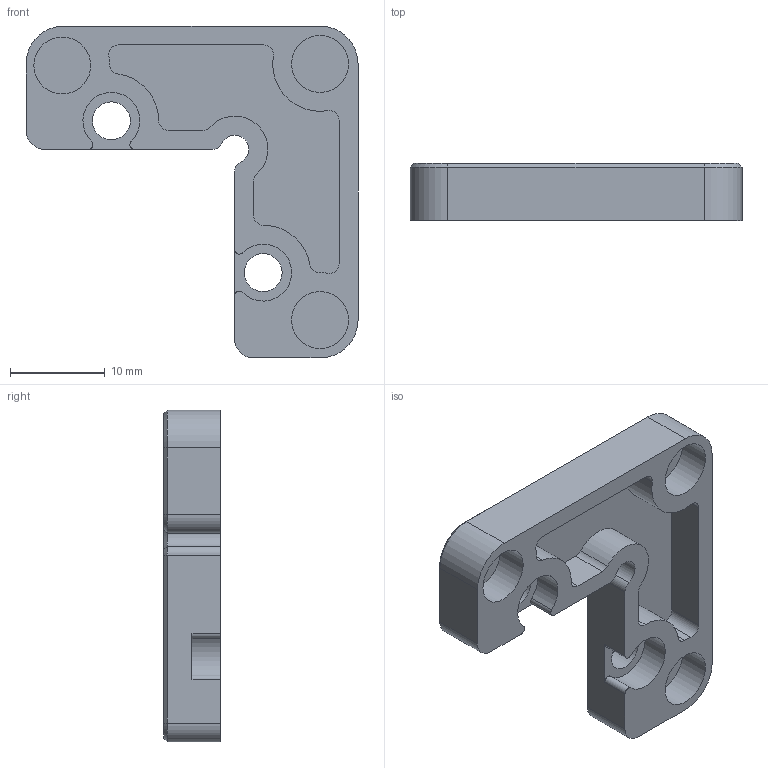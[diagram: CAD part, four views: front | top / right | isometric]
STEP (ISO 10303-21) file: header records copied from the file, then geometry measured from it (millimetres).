
FILE_DESCRIPTION(/* description */ (''),/* implementation_level */ '2;1');
FILE_NAME(/* name */ 'Magnetic_mount_3mm.step',/* time_stamp */ '2022-06-02T07:05:55-04:00',/* author */ (''),/* organization */ (''),/* preprocessor_version */ 'ST-DEVELOPER v18.1',/* originating_system */ 'Autodesk Translation Framework v10.14.0.1471',/* authorisation */ '');
FILE_SCHEMA (('AUTOMOTIVE_DESIGN { 1 0 10303 214 3 1 1 }'));
Length unit declared in the file: millimetre
Products named in the file (1): Magnetic Corner Clip
Bounding box: 35 x 6 x 35 mm (x, y, z)
Volume: 2805.2 mm3; surface area: 2874.3 mm2
Topology: 1 solids, 1 shells, 69 faces, 173 edges, 110 vertices
Faces by surface type: cylinder 35, plane 24, cone 10
Full cylindrical faces by diameter (mm): 4 x2, 6 x3
Entity records: 2127 total; most frequent: DIRECTION 393, CARTESIAN_POINT 353, ORIENTED_EDGE 346, EDGE_CURVE 173, AXIS2_PLACEMENT_3D 150, VERTEX_POINT 110, LINE 93, VECTOR 93
